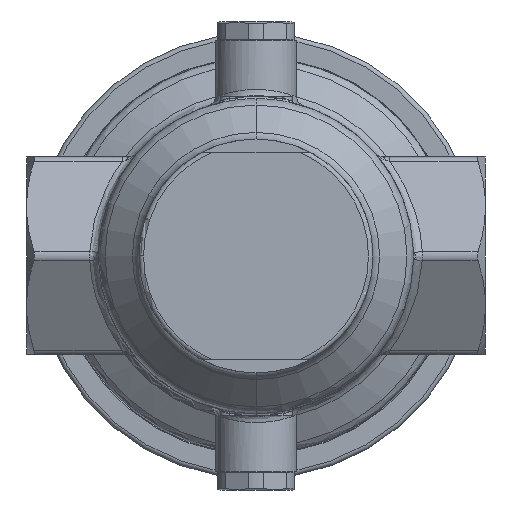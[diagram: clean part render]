
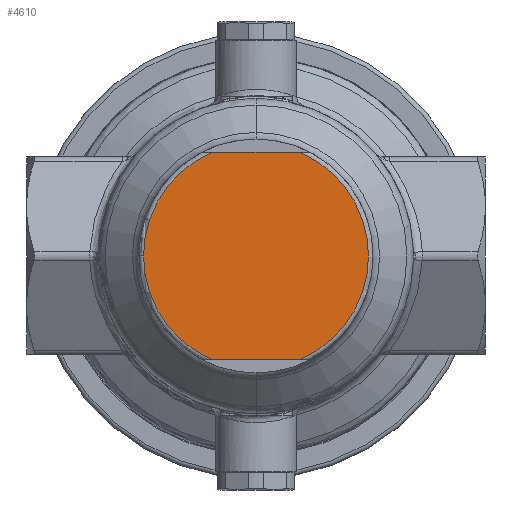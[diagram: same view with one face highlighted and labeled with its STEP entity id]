
A CAD part, front view. The second image highlights one B-rep face of the part: STEP entity #4610.
In plain terms, the highlighted planar face has unit normal (0, -1, 0).
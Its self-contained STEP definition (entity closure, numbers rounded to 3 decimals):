
#2760 = PLANE ( 'NONE',  #31004 ) ;
#3178 = DIRECTION ( 'NONE',  ( -1., 0., 0. ) ) ;
#4610 = ADVANCED_FACE ( 'NONE', ( #9738 ), #2760, .T. ) ;
#4690 = DIRECTION ( 'NONE',  ( -1., 0., 0. ) ) ;
#4862 = DIRECTION ( 'NONE',  ( -1., 0., 0. ) ) ;
#9738 = FACE_OUTER_BOUND ( 'NONE', #110391, .T. ) ;
#11591 = EDGE_CURVE ( 'NONE', #55469, #53683, #84569, .T. ) ;
#12328 = DIRECTION ( 'NONE',  ( 1., 0., 0. ) ) ;
#14555 = CARTESIAN_POINT ( 'NONE',  ( 0., -8., 0. ) ) ;
#15170 = CARTESIAN_POINT ( 'NONE',  ( -9.798, -8., 23. ) ) ;
#16218 = CIRCLE ( 'NONE', #44289, 25. ) ;
#16909 = CARTESIAN_POINT ( 'NONE',  ( -25., -8., 0. ) ) ;
#20741 = EDGE_CURVE ( 'NONE', #63294, #73712, #76579, .T. ) ;
#24631 = DIRECTION ( 'NONE',  ( -1., 0., 0. ) ) ;
#25594 = LINE ( 'NONE', #111828, #128561 ) ;
#29940 = CARTESIAN_POINT ( 'NONE',  ( 9.798, -8., 23. ) ) ;
#31004 = AXIS2_PLACEMENT_3D ( 'NONE', #122724, #62996, #3178 ) ;
#44289 = AXIS2_PLACEMENT_3D ( 'NONE', #124380, #64654, #4862 ) ;
#47692 = DIRECTION ( 'NONE',  ( 0., -1., 0. ) ) ;
#52804 = CARTESIAN_POINT ( 'NONE',  ( -9.798, -8., -23. ) ) ;
#53683 = VERTEX_POINT ( 'NONE', #15170 ) ;
#53717 = ORIENTED_EDGE ( 'NONE', *, *, #11591, .T. ) ;
#55469 = VERTEX_POINT ( 'NONE', #29940 ) ;
#60153 = CIRCLE ( 'NONE', #81522, 25. ) ;
#60475 = EDGE_CURVE ( 'NONE', #53683, #63294, #16218, .T. ) ;
#62996 = DIRECTION ( 'NONE',  ( 0., -1., 0. ) ) ;
#63294 = VERTEX_POINT ( 'NONE', #16909 ) ;
#64654 = DIRECTION ( 'NONE',  ( 0., -1., 0. ) ) ;
#65108 = ORIENTED_EDGE ( 'NONE', *, *, #60475, .T. ) ;
#67014 = EDGE_CURVE ( 'NONE', #73712, #78097, #25594, .T. ) ;
#68652 = AXIS2_PLACEMENT_3D ( 'NONE', #107419, #47692, #117417 ) ;
#73712 = VERTEX_POINT ( 'NONE', #52804 ) ;
#76579 = CIRCLE ( 'NONE', #68652, 25. ) ;
#78097 = VERTEX_POINT ( 'NONE', #111753 ) ;
#81522 = AXIS2_PLACEMENT_3D ( 'NONE', #14555, #84415, #24631 ) ;
#84415 = DIRECTION ( 'NONE',  ( 0., -1., 0. ) ) ;
#84569 = LINE ( 'NONE', #111621, #111069 ) ;
#84909 = ORIENTED_EDGE ( 'NONE', *, *, #88283, .T. ) ;
#88283 = EDGE_CURVE ( 'NONE', #78097, #55469, #60153, .T. ) ;
#92860 = ORIENTED_EDGE ( 'NONE', *, *, #20741, .T. ) ;
#98640 = ORIENTED_EDGE ( 'NONE', *, *, #67014, .T. ) ;
#107419 = CARTESIAN_POINT ( 'NONE',  ( 0., -8., 0. ) ) ;
#110391 = EDGE_LOOP ( 'NONE', ( #65108, #92860, #98640, #84909, #53717 ) ) ;
#111069 = VECTOR ( 'NONE', #4690, 1000. ) ;
#111621 = CARTESIAN_POINT ( 'NONE',  ( -20., -8., 23. ) ) ;
#111753 = CARTESIAN_POINT ( 'NONE',  ( 9.798, -8., -23. ) ) ;
#111828 = CARTESIAN_POINT ( 'NONE',  ( -20., -8., -23. ) ) ;
#117417 = DIRECTION ( 'NONE',  ( -1., 0., 0. ) ) ;
#122724 = CARTESIAN_POINT ( 'NONE',  ( 0., -8., 0. ) ) ;
#124380 = CARTESIAN_POINT ( 'NONE',  ( 0., -8., 0. ) ) ;
#128561 = VECTOR ( 'NONE', #12328, 1000. ) ;
